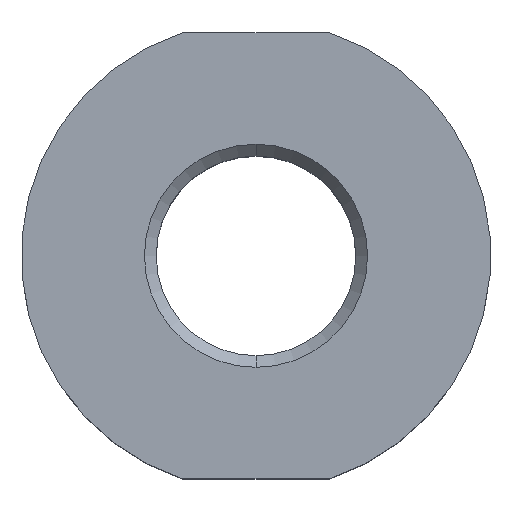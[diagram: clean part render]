
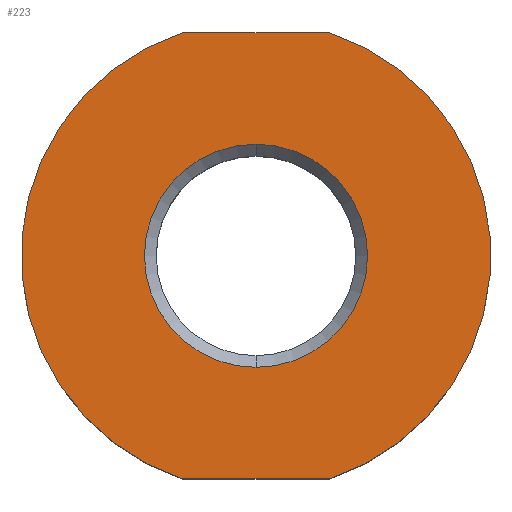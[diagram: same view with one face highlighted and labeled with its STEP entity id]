
A CAD part, top view. The second image highlights one B-rep face of the part: STEP entity #223.
In plain terms, the highlighted planar face has unit normal (0, 0, 1).
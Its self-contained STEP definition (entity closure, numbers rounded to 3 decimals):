
#5 = CARTESIAN_POINT ( 'NONE',  ( 6.245, 19., 0. ) ) ;
#7 = CARTESIAN_POINT ( 'NONE',  ( 0., 0., 0. ) ) ;
#17 = CARTESIAN_POINT ( 'NONE',  ( 0., -9.5, 0. ) ) ;
#20 = DIRECTION ( 'NONE',  ( 0., -1., 0. ) ) ;
#22 = DIRECTION ( 'NONE',  ( 0., 0., -1. ) ) ;
#39 = VECTOR ( 'NONE', #373, 1000. ) ;
#67 = EDGE_CURVE ( 'NONE', #771, #253, #526, .T. ) ;
#85 = EDGE_CURVE ( 'NONE', #102, #282, #672, .T. ) ;
#93 = AXIS2_PLACEMENT_3D ( 'NONE', #252, #680, #188 ) ;
#100 = DIRECTION ( 'NONE',  ( 0., 1., 0. ) ) ;
#102 = VERTEX_POINT ( 'NONE', #623 ) ;
#134 = CIRCLE ( 'NONE', #549, 9.5 ) ;
#139 = CARTESIAN_POINT ( 'NONE',  ( 0., 20., 0. ) ) ;
#154 = AXIS2_PLACEMENT_3D ( 'NONE', #516, #22, #459 ) ;
#188 = DIRECTION ( 'NONE',  ( 0., -1., 0. ) ) ;
#197 = EDGE_LOOP ( 'NONE', ( #214, #541, #746, #198 ) ) ;
#198 = ORIENTED_EDGE ( 'NONE', *, *, #85, .F. ) ;
#207 = EDGE_LOOP ( 'NONE', ( #278, #213 ) ) ;
#213 = ORIENTED_EDGE ( 'NONE', *, *, #520, .T. ) ;
#214 = ORIENTED_EDGE ( 'NONE', *, *, #366, .T. ) ;
#223 = ADVANCED_FACE ( 'NONE', ( #337, #760 ), #261, .T. ) ;
#245 = DIRECTION ( 'NONE',  ( 0., 0., -1. ) ) ;
#251 = VECTOR ( 'NONE', #421, 1000. ) ;
#252 = CARTESIAN_POINT ( 'NONE',  ( 0., 0., 0. ) ) ;
#253 = VERTEX_POINT ( 'NONE', #391 ) ;
#261 = PLANE ( 'NONE',  #622 ) ;
#278 = ORIENTED_EDGE ( 'NONE', *, *, #67, .T. ) ;
#282 = VERTEX_POINT ( 'NONE', #474 ) ;
#285 = CARTESIAN_POINT ( 'NONE',  ( 0., 0., 0. ) ) ;
#337 = FACE_BOUND ( 'NONE', #207, .T. ) ;
#366 = EDGE_CURVE ( 'NONE', #102, #382, #393, .T. ) ;
#373 = DIRECTION ( 'NONE',  ( 1., 0., 0. ) ) ;
#382 = VERTEX_POINT ( 'NONE', #759 ) ;
#391 = CARTESIAN_POINT ( 'NONE',  ( 0., 9.5, 0. ) ) ;
#393 = LINE ( 'NONE', #495, #39 ) ;
#417 = LINE ( 'NONE', #807, #251 ) ;
#421 = DIRECTION ( 'NONE',  ( 1., 0., 0. ) ) ;
#458 = EDGE_CURVE ( 'NONE', #761, #382, #470, .T. ) ;
#459 = DIRECTION ( 'NONE',  ( 0., 1., 0. ) ) ;
#469 = DIRECTION ( 'NONE',  ( 0., -1., 0. ) ) ;
#470 = CIRCLE ( 'NONE', #154, 20. ) ;
#474 = CARTESIAN_POINT ( 'NONE',  ( -6.245, 19., 0. ) ) ;
#495 = CARTESIAN_POINT ( 'NONE',  ( -20., -19., 0. ) ) ;
#516 = CARTESIAN_POINT ( 'NONE',  ( 0., 0., 0. ) ) ;
#520 = EDGE_CURVE ( 'NONE', #253, #771, #134, .T. ) ;
#521 = DIRECTION ( 'NONE',  ( 0., 0., 1. ) ) ;
#526 = CIRCLE ( 'NONE', #93, 9.5 ) ;
#539 = AXIS2_PLACEMENT_3D ( 'NONE', #7, #245, #100 ) ;
#541 = ORIENTED_EDGE ( 'NONE', *, *, #458, .F. ) ;
#549 = AXIS2_PLACEMENT_3D ( 'NONE', #285, #794, #469 ) ;
#622 = AXIS2_PLACEMENT_3D ( 'NONE', #139, #521, #20 ) ;
#623 = CARTESIAN_POINT ( 'NONE',  ( -6.245, -19., 0. ) ) ;
#672 = CIRCLE ( 'NONE', #539, 20. ) ;
#680 = DIRECTION ( 'NONE',  ( 0., 0., -1. ) ) ;
#746 = ORIENTED_EDGE ( 'NONE', *, *, #804, .F. ) ;
#759 = CARTESIAN_POINT ( 'NONE',  ( 6.245, -19., 0. ) ) ;
#760 = FACE_OUTER_BOUND ( 'NONE', #197, .T. ) ;
#761 = VERTEX_POINT ( 'NONE', #5 ) ;
#771 = VERTEX_POINT ( 'NONE', #17 ) ;
#794 = DIRECTION ( 'NONE',  ( 0., 0., -1. ) ) ;
#804 = EDGE_CURVE ( 'NONE', #282, #761, #417, .T. ) ;
#807 = CARTESIAN_POINT ( 'NONE',  ( -20., 19., 0. ) ) ;
